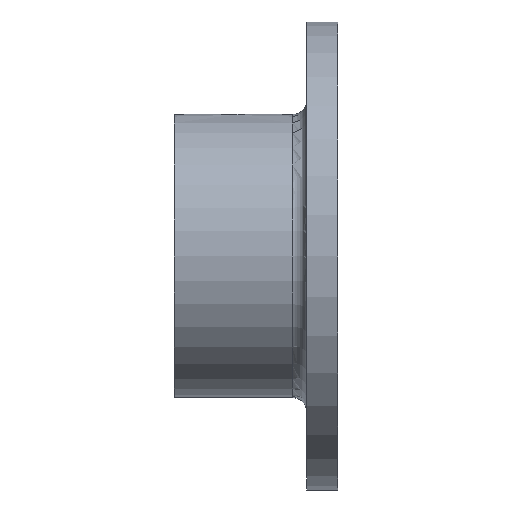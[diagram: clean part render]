
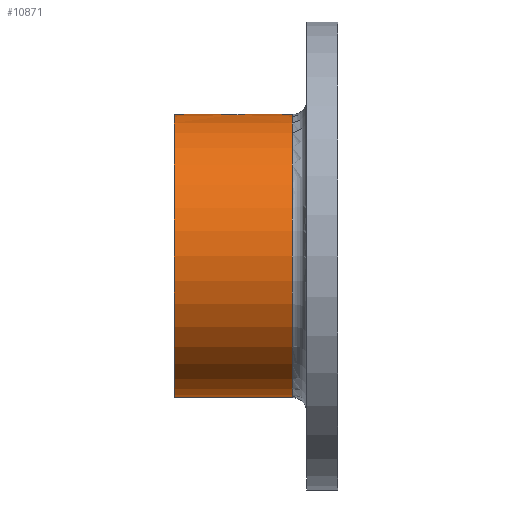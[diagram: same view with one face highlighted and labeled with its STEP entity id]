
A CAD part, left-side view. The second image highlights one B-rep face of the part: STEP entity #10871.
In plain terms, the highlighted cylindrical face has radius 24.2 mm (diameter 48.4 mm), a partial arc.
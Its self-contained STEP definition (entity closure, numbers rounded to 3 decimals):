
#219 = VERTEX_POINT ( 'NONE', #13228 ) ;
#368 = CARTESIAN_POINT ( 'NONE',  ( 0., 20.1, 24.2 ) ) ;
#803 = DIRECTION ( 'NONE',  ( 0., 0., -1. ) ) ;
#885 = EDGE_CURVE ( 'NONE', #1054, #18910, #20321, .T. ) ;
#1054 = VERTEX_POINT ( 'NONE', #368 ) ;
#1077 = VECTOR ( 'NONE', #3173, 1000. ) ;
#1762 = CARTESIAN_POINT ( 'NONE',  ( -0.932, 16.113, 24.182 ) ) ;
#1770 = VERTEX_POINT ( 'NONE', #18803 ) ;
#1832 = CARTESIAN_POINT ( 'NONE',  ( -1.281, 16.33, 24.166 ) ) ;
#2156 = LINE ( 'NONE', #6394, #7602 ) ;
#2550 = ORIENTED_EDGE ( 'NONE', *, *, #15388, .T. ) ;
#2560 = CIRCLE ( 'NONE', #13018, 24.2 ) ;
#2767 = CARTESIAN_POINT ( 'NONE',  ( 0., 20.1, 24.2 ) ) ;
#2859 = VERTEX_POINT ( 'NONE', #15921 ) ;
#3047 = CARTESIAN_POINT ( 'NONE',  ( 0., 15.9, 24.2 ) ) ;
#3117 = CARTESIAN_POINT ( 'NONE',  ( -2.045, 17.449, 24.114 ) ) ;
#3173 = DIRECTION ( 'NONE',  ( 0., -1., 0. ) ) ;
#3254 = DIRECTION ( 'NONE',  ( 0., -1., 0. ) ) ;
#3528 = AXIS2_PLACEMENT_3D ( 'NONE', #18347, #13594, #8825 ) ;
#3530 = CIRCLE ( 'NONE', #3528, 24.2 ) ;
#4050 = CARTESIAN_POINT ( 'NONE',  ( 0., 0., 24.2 ) ) ;
#4710 = CARTESIAN_POINT ( 'NONE',  ( -1.888, 18.931, 24.126 ) ) ;
#4781 = CARTESIAN_POINT ( 'NONE',  ( -2.1, 18.137, 24.109 ) ) ;
#5129 = FACE_OUTER_BOUND ( 'NONE', #8767, .T. ) ;
#5635 = DIRECTION ( 'NONE',  ( 0., -1., 0. ) ) ;
#6350 = ORIENTED_EDGE ( 'NONE', *, *, #16101, .T. ) ;
#6382 = CARTESIAN_POINT ( 'NONE',  ( -2.1, 18., 24.109 ) ) ;
#6394 = CARTESIAN_POINT ( 'NONE',  ( 0., 0., 24.2 ) ) ;
#6831 = EDGE_CURVE ( 'NONE', #18910, #19042, #17462, .T. ) ;
#7348 = CARTESIAN_POINT ( 'NONE',  ( -1.67, 19.281, 24.142 ) ) ;
#7369 = CYLINDRICAL_SURFACE ( 'NONE', #16824, 24.2 ) ;
#7566 = CARTESIAN_POINT ( 'NONE',  ( -0.931, 19.888, 24.182 ) ) ;
#7602 = VECTOR ( 'NONE', #16234, 1000. ) ;
#7889 = ORIENTED_EDGE ( 'NONE', *, *, #16288, .F. ) ;
#7911 = CARTESIAN_POINT ( 'NONE',  ( -1.389, 16.419, 24.16 ) ) ;
#8245 = CARTESIAN_POINT ( 'NONE',  ( 0., 15.9, 24.2 ) ) ;
#8315 = CARTESIAN_POINT ( 'NONE',  ( 0., 28., 24.2 ) ) ;
#8714 = LINE ( 'NONE', #12705, #1077 ) ;
#8767 = EDGE_LOOP ( 'NONE', ( #7889, #2550, #6350, #14863, #16938, #13045, #19059 ) ) ;
#8825 = DIRECTION ( 'NONE',  ( 0., 0., -1. ) ) ;
#9122 = CARTESIAN_POINT ( 'NONE',  ( -1.053, 19.822, 24.177 ) ) ;
#9600 = CARTESIAN_POINT ( 'NONE',  ( -0.275, 15.914, 24.199 ) ) ;
#9858 = CARTESIAN_POINT ( 'NONE',  ( 0., 0., 0. ) ) ;
#10017 = CARTESIAN_POINT ( 'NONE',  ( 0., 28., 0. ) ) ;
#10702 = CARTESIAN_POINT ( 'NONE',  ( -1.583, 19.387, 24.148 ) ) ;
#10871 = ADVANCED_FACE ( 'NONE', ( #5129 ), #7369, .T. ) ;
#11718 = EDGE_CURVE ( 'NONE', #19042, #1770, #2156, .T. ) ;
#11752 = VERTEX_POINT ( 'NONE', #8315 ) ;
#12643 = CARTESIAN_POINT ( 'NONE',  ( -2.1, 18., 24.109 ) ) ;
#12705 = CARTESIAN_POINT ( 'NONE',  ( 0., 0., -24.2 ) ) ;
#12715 = CARTESIAN_POINT ( 'NONE',  ( -0.677, 16.007, 24.191 ) ) ;
#13018 = AXIS2_PLACEMENT_3D ( 'NONE', #10017, #16311, #803 ) ;
#13045 = ORIENTED_EDGE ( 'NONE', *, *, #6831, .F. ) ;
#13228 = CARTESIAN_POINT ( 'NONE',  ( 0., 7.8, -24.2 ) ) ;
#13594 = DIRECTION ( 'NONE',  ( 0., -1., 0. ) ) ;
#13614 = CARTESIAN_POINT ( 'NONE',  ( -1.387, 19.583, 24.16 ) ) ;
#13822 = CARTESIAN_POINT ( 'NONE',  ( -0.676, 19.993, 24.191 ) ) ;
#14253 = CARTESIAN_POINT ( 'NONE',  ( -0.544, 15.967, 24.194 ) ) ;
#14323 = DIRECTION ( 'NONE',  ( 0., 0., -1. ) ) ;
#14391 = CARTESIAN_POINT ( 'NONE',  ( -2.1, 17.726, 24.109 ) ) ;
#14415 = LINE ( 'NONE', #4050, #20087 ) ;
#14863 = ORIENTED_EDGE ( 'NONE', *, *, #20319, .F. ) ;
#15198 = CARTESIAN_POINT ( 'NONE',  ( -0.276, 20.086, 24.199 ) ) ;
#15388 = EDGE_CURVE ( 'NONE', #11752, #2859, #2560, .T. ) ;
#15406 = CARTESIAN_POINT ( 'NONE',  ( -0.545, 20.033, 24.194 ) ) ;
#15624 = CARTESIAN_POINT ( 'NONE',  ( -1.993, 18.676, 24.118 ) ) ;
#15760 = CARTESIAN_POINT ( 'NONE',  ( -1.679, 16.709, 24.142 ) ) ;
#15921 = CARTESIAN_POINT ( 'NONE',  ( 0., 28., -24.2 ) ) ;
#16035 = CARTESIAN_POINT ( 'NONE',  ( -2.1, 18., 24.109 ) ) ;
#16101 = EDGE_CURVE ( 'NONE', #2859, #219, #8714, .T. ) ;
#16234 = DIRECTION ( 'NONE',  ( 0., -1., 0. ) ) ;
#16288 = EDGE_CURVE ( 'NONE', #11752, #1054, #14415, .T. ) ;
#16311 = DIRECTION ( 'NONE',  ( 0., -1., 0. ) ) ;
#16824 = AXIS2_PLACEMENT_3D ( 'NONE', #9858, #3254, #14323 ) ;
#16938 = ORIENTED_EDGE ( 'NONE', *, *, #11718, .F. ) ;
#16988 = CARTESIAN_POINT ( 'NONE',  ( -0.137, 20.1, 24.2 ) ) ;
#17329 = CARTESIAN_POINT ( 'NONE',  ( -1.835, 16.944, 24.131 ) ) ;
#17399 = CARTESIAN_POINT ( 'NONE',  ( -0.139, 15.9, 24.2 ) ) ;
#17462 = B_SPLINE_CURVE_WITH_KNOTS ( 'NONE', 3,
 ( #12643, #14391, #3117, #17329, #15760, #7911, #1832, #17537, #1762, #12715, #14253, #9600, #17399, #3047 ),
 .UNSPECIFIED., .F., .F.,
 ( 4, 2, 2, 2, 2, 2, 4 ),
 ( 0.007, 0.007, 0.008, 0.009, 0.009, 0.009, 0.01 ),
 .UNSPECIFIED. ) ;
#17537 = CARTESIAN_POINT ( 'NONE',  ( -1.052, 16.177, 24.177 ) ) ;
#18347 = CARTESIAN_POINT ( 'NONE',  ( 0., 7.8, 0. ) ) ;
#18367 = CARTESIAN_POINT ( 'NONE',  ( -1.822, 19.053, 24.131 ) ) ;
#18803 = CARTESIAN_POINT ( 'NONE',  ( 0., 7.8, 24.2 ) ) ;
#18808 = CARTESIAN_POINT ( 'NONE',  ( -2.033, 18.545, 24.115 ) ) ;
#18910 = VERTEX_POINT ( 'NONE', #16035 ) ;
#19042 = VERTEX_POINT ( 'NONE', #8245 ) ;
#19059 = ORIENTED_EDGE ( 'NONE', *, *, #885, .F. ) ;
#19275 = CARTESIAN_POINT ( 'NONE',  ( -2.086, 18.276, 24.11 ) ) ;
#20087 = VECTOR ( 'NONE', #5635, 1000. ) ;
#20168 = CARTESIAN_POINT ( 'NONE',  ( -1.281, 19.67, 24.166 ) ) ;
#20319 = EDGE_CURVE ( 'NONE', #1770, #219, #3530, .T. ) ;
#20321 = B_SPLINE_CURVE_WITH_KNOTS ( 'NONE', 3,
 ( #2767, #16988, #15198, #15406, #13822, #7566, #9122, #20168, #13614, #10702, #7348, #18367, #4710, #15624, #18808, #19275, #4781, #6382 ),
 .UNSPECIFIED., .F., .F.,
 ( 4, 2, 2, 2, 2, 2, 2, 2, 4 ),
 ( 0.003, 0.004, 0.004, 0.005, 0.005, 0.005, 0.006, 0.006, 0.007 ),
 .UNSPECIFIED. ) ;
